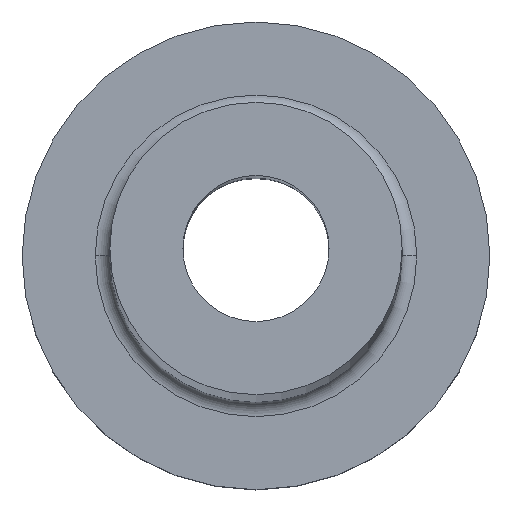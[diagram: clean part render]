
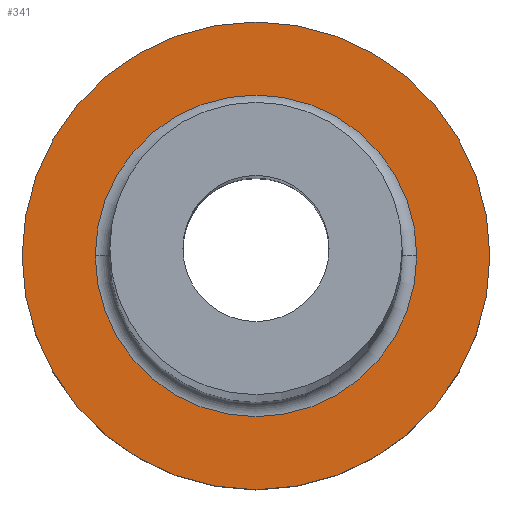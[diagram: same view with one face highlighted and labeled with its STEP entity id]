
A CAD part, top view. The second image highlights one B-rep face of the part: STEP entity #341.
In plain terms, the highlighted planar face has unit normal (0, 0, 1).
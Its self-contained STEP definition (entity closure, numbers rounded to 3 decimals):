
#37 = DIRECTION ( 'NONE',  ( 0., 0., -1. ) ) ;
#65 = AXIS2_PLACEMENT_3D ( 'NONE', #248, #280, #381 ) ;
#84 = ORIENTED_EDGE ( 'NONE', *, *, #86, .T. ) ;
#86 = EDGE_CURVE ( 'NONE', #220, #148, #249, .T. ) ;
#95 = DIRECTION ( 'NONE',  ( 0., 0., -1. ) ) ;
#139 = CARTESIAN_POINT ( 'NONE',  ( 0., 0., 5. ) ) ;
#148 = VERTEX_POINT ( 'NONE', #388 ) ;
#166 = DIRECTION ( 'NONE',  ( 1., 0., 0. ) ) ;
#169 = CARTESIAN_POINT ( 'NONE',  ( 0., 0., 5. ) ) ;
#175 = AXIS2_PLACEMENT_3D ( 'NONE', #394, #190, #166 ) ;
#182 = DIRECTION ( 'NONE',  ( 1., 0., 0. ) ) ;
#190 = DIRECTION ( 'NONE',  ( 0., 0., 1. ) ) ;
#208 = FACE_BOUND ( 'NONE', #342, .T. ) ;
#212 = AXIS2_PLACEMENT_3D ( 'NONE', #169, #95, #446 ) ;
#214 = EDGE_CURVE ( 'NONE', #148, #220, #352, .T. ) ;
#219 = DIRECTION ( 'NONE',  ( 1., 0., 0. ) ) ;
#220 = VERTEX_POINT ( 'NONE', #432 ) ;
#236 = EDGE_LOOP ( 'NONE', ( #84, #427 ) ) ;
#238 = VERTEX_POINT ( 'NONE', #256 ) ;
#242 = FACE_OUTER_BOUND ( 'NONE', #236, .T. ) ;
#244 = PLANE ( 'NONE',  #65 ) ;
#247 = EDGE_CURVE ( 'NONE', #385, #238, #294, .T. ) ;
#248 = CARTESIAN_POINT ( 'NONE',  ( 0., 0., 5. ) ) ;
#249 = CIRCLE ( 'NONE', #175, 8. ) ;
#256 = CARTESIAN_POINT ( 'NONE',  ( 5.5, 0., 5. ) ) ;
#280 = DIRECTION ( 'NONE',  ( 0., 0., 1. ) ) ;
#294 = CIRCLE ( 'NONE', #415, 5.5 ) ;
#303 = AXIS2_PLACEMENT_3D ( 'NONE', #139, #322, #219 ) ;
#322 = DIRECTION ( 'NONE',  ( 0., 0., 1. ) ) ;
#341 = ADVANCED_FACE ( 'NONE', ( #208, #242 ), #244, .T. ) ;
#342 = EDGE_LOOP ( 'NONE', ( #437, #456 ) ) ;
#352 = CIRCLE ( 'NONE', #303, 8. ) ;
#361 = CARTESIAN_POINT ( 'NONE',  ( 0., 0., 5. ) ) ;
#374 = CARTESIAN_POINT ( 'NONE',  ( -5.5, 0., 5. ) ) ;
#381 = DIRECTION ( 'NONE',  ( 1., 0., 0. ) ) ;
#385 = VERTEX_POINT ( 'NONE', #374 ) ;
#388 = CARTESIAN_POINT ( 'NONE',  ( 8., 0., 5. ) ) ;
#394 = CARTESIAN_POINT ( 'NONE',  ( 0., 0., 5. ) ) ;
#399 = CIRCLE ( 'NONE', #212, 5.5 ) ;
#415 = AXIS2_PLACEMENT_3D ( 'NONE', #361, #37, #182 ) ;
#427 = ORIENTED_EDGE ( 'NONE', *, *, #214, .T. ) ;
#432 = CARTESIAN_POINT ( 'NONE',  ( -8., 0., 5. ) ) ;
#437 = ORIENTED_EDGE ( 'NONE', *, *, #439, .T. ) ;
#439 = EDGE_CURVE ( 'NONE', #238, #385, #399, .T. ) ;
#446 = DIRECTION ( 'NONE',  ( 1., 0., 0. ) ) ;
#456 = ORIENTED_EDGE ( 'NONE', *, *, #247, .T. ) ;
